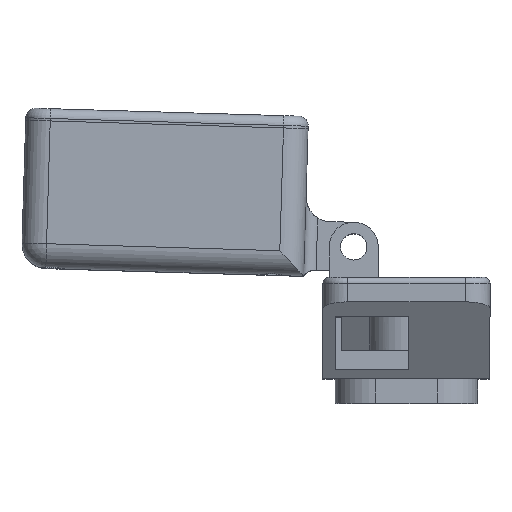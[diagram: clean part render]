
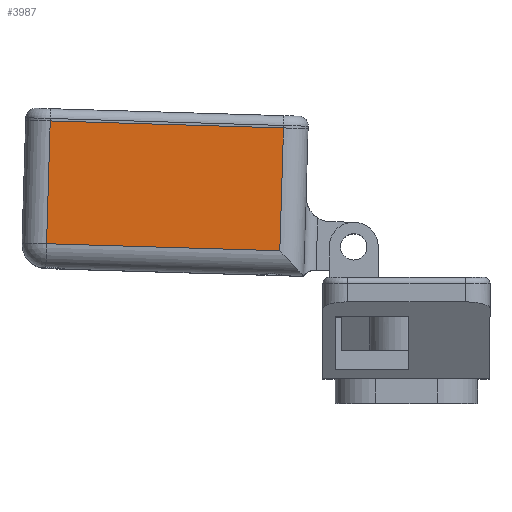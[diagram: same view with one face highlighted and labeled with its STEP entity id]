
A CAD part, top view. The second image highlights one B-rep face of the part: STEP entity #3987.
In plain terms, the highlighted face is planar.
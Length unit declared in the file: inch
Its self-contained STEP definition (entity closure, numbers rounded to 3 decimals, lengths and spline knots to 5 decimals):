
#510=FACE_OUTER_BOUND('',#744,.T.);
#744=EDGE_LOOP('',(#2921,#2922,#2923,#2924));
#1003=LINE('',#6240,#1345);
#1004=LINE('',#6274,#1346);
#1007=LINE('',#6286,#1349);
#1026=LINE('',#6435,#1368);
#1345=VECTOR('',#4858,0.3937);
#1346=VECTOR('',#4865,0.3937);
#1349=VECTOR('',#4876,0.3937);
#1368=VECTOR('',#4973,0.3937);
#1698=VERTEX_POINT('',#6237);
#1699=VERTEX_POINT('',#6239);
#1701=VERTEX_POINT('',#6272);
#1706=VERTEX_POINT('',#6284);
#2113=EDGE_CURVE('',#1698,#1699,#1003,.T.);
#2118=EDGE_CURVE('',#1701,#1698,#1004,.T.);
#2124=EDGE_CURVE('',#1706,#1701,#1007,.T.);
#2169=EDGE_CURVE('',#1699,#1706,#1026,.T.);
#2921=ORIENTED_EDGE('',*,*,#2169,.F.);
#2922=ORIENTED_EDGE('',*,*,#2113,.F.);
#2923=ORIENTED_EDGE('',*,*,#2118,.F.);
#2924=ORIENTED_EDGE('',*,*,#2124,.F.);
#3845=PLANE('',#4323);
#3987=ADVANCED_FACE('',(#510),#3845,.T.);
#4323=AXIS2_PLACEMENT_3D('',#6440,#4981,#4982);
#4858=DIRECTION('',(0.,0.,1.));
#4865=DIRECTION('',(0.,-1.,0.));
#4876=DIRECTION('',(0.,0.,-1.));
#4973=DIRECTION('',(0.,1.,0.));
#4981=DIRECTION('center_axis',(1.,0.,0.));
#4982=DIRECTION('ref_axis',(0.,0.,-1.));
#6237=CARTESIAN_POINT('',(1.175,4.25,-0.4));
#6239=CARTESIAN_POINT('',(1.175,4.25,1.975));
#6240=CARTESIAN_POINT('',(1.175,4.25,1.50625));
#6272=CARTESIAN_POINT('',(1.175,5.5,-0.4));
#6274=CARTESIAN_POINT('',(1.175,4.,-0.4));
#6284=CARTESIAN_POINT('',(1.175,5.5,1.975));
#6286=CARTESIAN_POINT('',(1.175,5.5,1.50625));
#6435=CARTESIAN_POINT('',(1.175,4.,1.975));
#6440=CARTESIAN_POINT('Origin',(1.175,4.,2.225));
